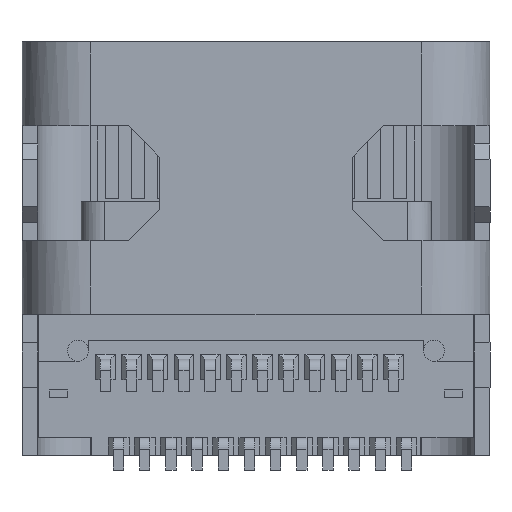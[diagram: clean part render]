
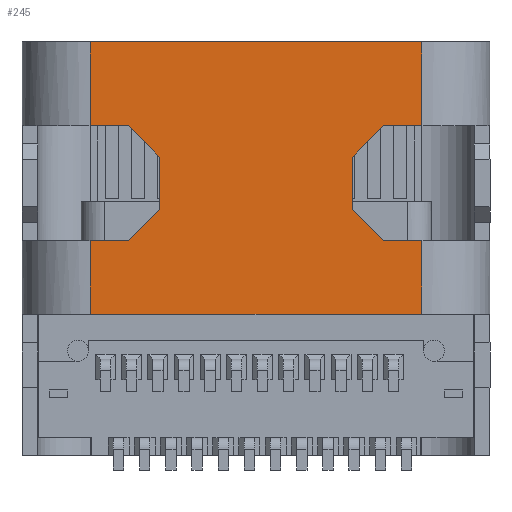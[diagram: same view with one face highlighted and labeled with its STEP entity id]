
A CAD part, front view. The second image highlights one B-rep face of the part: STEP entity #245.
In plain terms, the highlighted planar face has unit normal (0, -1, 0).
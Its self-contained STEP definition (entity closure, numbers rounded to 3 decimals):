
#74=AXIS2_PLACEMENT_3D('Plane Axis2P3D',#71,#72,#73) ;
#36=CARTESIAN_POINT('Line Origine',(1.664,0.6,-3.8)) ;
#40=CARTESIAN_POINT('Vertex',(1.3,0.6,-3.8)) ;
#42=CARTESIAN_POINT('Vertex',(2.028,0.6,-3.8)) ;
#71=CARTESIAN_POINT('Axis2P3D Location',(5.855,0.6,-2.787)) ;
#76=CARTESIAN_POINT('Line Origine',(2.328,0.6,-1.9)) ;
#80=CARTESIAN_POINT('Vertex',(2.028,0.6,-1.6)) ;
#82=CARTESIAN_POINT('Vertex',(2.628,0.6,-2.2)) ;
#85=CARTESIAN_POINT('Line Origine',(2.628,0.6,-2.7)) ;
#89=CARTESIAN_POINT('Vertex',(2.628,0.6,-3.2)) ;
#92=CARTESIAN_POINT('Line Origine',(2.328,0.6,-3.5)) ;
#97=CARTESIAN_POINT('Line Origine',(1.3,0.6,-4.5)) ;
#101=CARTESIAN_POINT('Vertex',(1.3,0.6,-5.2)) ;
#104=CARTESIAN_POINT('Line Origine',(1.425,0.6,-5.2)) ;
#108=CARTESIAN_POINT('Vertex',(1.549,0.6,-5.2)) ;
#111=CARTESIAN_POINT('Line Origine',(1.56,0.6,-5.2)) ;
#115=CARTESIAN_POINT('Vertex',(1.57,0.6,-5.2)) ;
#118=CARTESIAN_POINT('Line Origine',(1.66,0.6,-5.2)) ;
#122=CARTESIAN_POINT('Vertex',(1.749,0.6,-5.2)) ;
#125=CARTESIAN_POINT('Line Origine',(4.47,0.6,-5.2)) ;
#129=CARTESIAN_POINT('Vertex',(7.191,0.6,-5.2)) ;
#132=CARTESIAN_POINT('Line Origine',(7.28,0.6,-5.2)) ;
#136=CARTESIAN_POINT('Vertex',(7.37,0.6,-5.2)) ;
#139=CARTESIAN_POINT('Line Origine',(7.38,0.6,-5.2)) ;
#143=CARTESIAN_POINT('Vertex',(7.391,0.6,-5.2)) ;
#146=CARTESIAN_POINT('Line Origine',(7.515,0.6,-5.2)) ;
#150=CARTESIAN_POINT('Vertex',(7.64,0.6,-5.2)) ;
#153=CARTESIAN_POINT('Line Origine',(7.64,0.6,-4.5)) ;
#157=CARTESIAN_POINT('Vertex',(7.64,0.6,-3.8)) ;
#160=CARTESIAN_POINT('Line Origine',(7.276,0.6,-3.8)) ;
#164=CARTESIAN_POINT('Vertex',(6.912,0.6,-3.8)) ;
#167=CARTESIAN_POINT('Line Origine',(6.612,0.6,-3.5)) ;
#171=CARTESIAN_POINT('Vertex',(6.312,0.6,-3.2)) ;
#174=CARTESIAN_POINT('Line Origine',(6.312,0.6,-2.7)) ;
#178=CARTESIAN_POINT('Vertex',(6.312,0.6,-2.2)) ;
#181=CARTESIAN_POINT('Line Origine',(6.612,0.6,-1.9)) ;
#185=CARTESIAN_POINT('Vertex',(6.912,0.6,-1.6)) ;
#188=CARTESIAN_POINT('Line Origine',(7.276,0.6,-1.6)) ;
#192=CARTESIAN_POINT('Vertex',(7.64,0.6,-1.6)) ;
#195=CARTESIAN_POINT('Line Origine',(7.64,0.6,-0.8)) ;
#199=CARTESIAN_POINT('Vertex',(7.64,0.6,0.)) ;
#202=CARTESIAN_POINT('Line Origine',(4.47,0.6,0.)) ;
#206=CARTESIAN_POINT('Vertex',(1.3,0.6,0.)) ;
#209=CARTESIAN_POINT('Line Origine',(1.3,0.6,-0.8)) ;
#213=CARTESIAN_POINT('Vertex',(1.3,0.6,-1.6)) ;
#216=CARTESIAN_POINT('Line Origine',(1.664,0.6,-1.6)) ;
#37=DIRECTION('Vector Direction',(1.,0.,0.)) ;
#72=DIRECTION('Axis2P3D Direction',(-0.,1.,0.)) ;
#73=DIRECTION('Axis2P3D XDirection',(1.,0.,0.)) ;
#77=DIRECTION('Vector Direction',(0.707,0.,-0.707)) ;
#86=DIRECTION('Vector Direction',(0.,0.,-1.)) ;
#93=DIRECTION('Vector Direction',(-0.707,0.,-0.707)) ;
#98=DIRECTION('Vector Direction',(0.,0.,1.)) ;
#105=DIRECTION('Vector Direction',(-1.,0.,0.)) ;
#112=DIRECTION('Vector Direction',(-1.,0.,0.)) ;
#119=DIRECTION('Vector Direction',(-1.,0.,0.)) ;
#126=DIRECTION('Vector Direction',(-1.,0.,0.)) ;
#133=DIRECTION('Vector Direction',(-1.,0.,0.)) ;
#140=DIRECTION('Vector Direction',(-1.,0.,0.)) ;
#147=DIRECTION('Vector Direction',(-1.,0.,0.)) ;
#154=DIRECTION('Vector Direction',(0.,0.,1.)) ;
#161=DIRECTION('Vector Direction',(1.,0.,0.)) ;
#168=DIRECTION('Vector Direction',(0.707,0.,-0.707)) ;
#175=DIRECTION('Vector Direction',(0.,0.,-1.)) ;
#182=DIRECTION('Vector Direction',(-0.707,0.,-0.707)) ;
#189=DIRECTION('Vector Direction',(1.,0.,0.)) ;
#196=DIRECTION('Vector Direction',(0.,0.,1.)) ;
#203=DIRECTION('Vector Direction',(1.,0.,0.)) ;
#210=DIRECTION('Vector Direction',(0.,0.,1.)) ;
#217=DIRECTION('Vector Direction',(1.,0.,0.)) ;
#38=VECTOR('Line Direction',#37,1.) ;
#78=VECTOR('Line Direction',#77,1.) ;
#87=VECTOR('Line Direction',#86,1.) ;
#94=VECTOR('Line Direction',#93,1.) ;
#99=VECTOR('Line Direction',#98,1.) ;
#106=VECTOR('Line Direction',#105,1.) ;
#113=VECTOR('Line Direction',#112,1.) ;
#120=VECTOR('Line Direction',#119,1.) ;
#127=VECTOR('Line Direction',#126,1.) ;
#134=VECTOR('Line Direction',#133,1.) ;
#141=VECTOR('Line Direction',#140,1.) ;
#148=VECTOR('Line Direction',#147,1.) ;
#155=VECTOR('Line Direction',#154,1.) ;
#162=VECTOR('Line Direction',#161,1.) ;
#169=VECTOR('Line Direction',#168,1.) ;
#176=VECTOR('Line Direction',#175,1.) ;
#183=VECTOR('Line Direction',#182,1.) ;
#190=VECTOR('Line Direction',#189,1.) ;
#197=VECTOR('Line Direction',#196,1.) ;
#204=VECTOR('Line Direction',#203,1.) ;
#211=VECTOR('Line Direction',#210,1.) ;
#218=VECTOR('Line Direction',#217,1.) ;
#222=ORIENTED_EDGE('',*,*,#84,.T.) ;
#223=ORIENTED_EDGE('',*,*,#91,.T.) ;
#224=ORIENTED_EDGE('',*,*,#96,.T.) ;
#225=ORIENTED_EDGE('',*,*,#44,.F.) ;
#226=ORIENTED_EDGE('',*,*,#103,.F.) ;
#227=ORIENTED_EDGE('',*,*,#110,.F.) ;
#228=ORIENTED_EDGE('',*,*,#117,.F.) ;
#229=ORIENTED_EDGE('',*,*,#124,.F.) ;
#230=ORIENTED_EDGE('',*,*,#131,.F.) ;
#231=ORIENTED_EDGE('',*,*,#138,.F.) ;
#232=ORIENTED_EDGE('',*,*,#145,.F.) ;
#233=ORIENTED_EDGE('',*,*,#152,.F.) ;
#234=ORIENTED_EDGE('',*,*,#159,.T.) ;
#235=ORIENTED_EDGE('',*,*,#166,.F.) ;
#236=ORIENTED_EDGE('',*,*,#173,.F.) ;
#237=ORIENTED_EDGE('',*,*,#180,.F.) ;
#238=ORIENTED_EDGE('',*,*,#187,.F.) ;
#239=ORIENTED_EDGE('',*,*,#194,.T.) ;
#240=ORIENTED_EDGE('',*,*,#201,.T.) ;
#241=ORIENTED_EDGE('',*,*,#208,.F.) ;
#242=ORIENTED_EDGE('',*,*,#215,.T.) ;
#243=ORIENTED_EDGE('',*,*,#220,.T.) ;
#245=ADVANCED_FACE('metal_housing',(#244),#75,.F.) ;
#44=EDGE_CURVE('',#41,#43,#39,.T.) ;
#84=EDGE_CURVE('',#81,#83,#79,.T.) ;
#91=EDGE_CURVE('',#83,#90,#88,.T.) ;
#96=EDGE_CURVE('',#90,#43,#95,.T.) ;
#103=EDGE_CURVE('',#102,#41,#100,.T.) ;
#110=EDGE_CURVE('',#109,#102,#107,.T.) ;
#117=EDGE_CURVE('',#116,#109,#114,.T.) ;
#124=EDGE_CURVE('',#123,#116,#121,.T.) ;
#131=EDGE_CURVE('',#130,#123,#128,.T.) ;
#138=EDGE_CURVE('',#137,#130,#135,.T.) ;
#145=EDGE_CURVE('',#144,#137,#142,.T.) ;
#152=EDGE_CURVE('',#151,#144,#149,.T.) ;
#159=EDGE_CURVE('',#151,#158,#156,.T.) ;
#166=EDGE_CURVE('',#165,#158,#163,.T.) ;
#173=EDGE_CURVE('',#172,#165,#170,.T.) ;
#180=EDGE_CURVE('',#179,#172,#177,.T.) ;
#187=EDGE_CURVE('',#186,#179,#184,.T.) ;
#194=EDGE_CURVE('',#186,#193,#191,.T.) ;
#201=EDGE_CURVE('',#193,#200,#198,.T.) ;
#208=EDGE_CURVE('',#207,#200,#205,.T.) ;
#215=EDGE_CURVE('',#207,#214,#212,.F.) ;
#220=EDGE_CURVE('',#214,#81,#219,.T.) ;
#221=EDGE_LOOP('',(#222,#223,#224,#225,#226,#227,#228,#229,#230,#231,#232,#233,#234,#235,#236,#237,#238,#239,#240,#241,#242,#243)) ;
#244=FACE_OUTER_BOUND('',#221,.T.) ;
#39=LINE('Line',#36,#38) ;
#79=LINE('Line',#76,#78) ;
#88=LINE('Line',#85,#87) ;
#95=LINE('Line',#92,#94) ;
#100=LINE('Line',#97,#99) ;
#107=LINE('Line',#104,#106) ;
#114=LINE('Line',#111,#113) ;
#121=LINE('Line',#118,#120) ;
#128=LINE('Line',#125,#127) ;
#135=LINE('Line',#132,#134) ;
#142=LINE('Line',#139,#141) ;
#149=LINE('Line',#146,#148) ;
#156=LINE('Line',#153,#155) ;
#163=LINE('Line',#160,#162) ;
#170=LINE('Line',#167,#169) ;
#177=LINE('Line',#174,#176) ;
#184=LINE('Line',#181,#183) ;
#191=LINE('Line',#188,#190) ;
#198=LINE('Line',#195,#197) ;
#205=LINE('Line',#202,#204) ;
#212=LINE('Line',#209,#211) ;
#219=LINE('Line',#216,#218) ;
#75=PLANE('',#74) ;
#41=VERTEX_POINT('',#40) ;
#43=VERTEX_POINT('',#42) ;
#81=VERTEX_POINT('',#80) ;
#83=VERTEX_POINT('',#82) ;
#90=VERTEX_POINT('',#89) ;
#102=VERTEX_POINT('',#101) ;
#109=VERTEX_POINT('',#108) ;
#116=VERTEX_POINT('',#115) ;
#123=VERTEX_POINT('',#122) ;
#130=VERTEX_POINT('',#129) ;
#137=VERTEX_POINT('',#136) ;
#144=VERTEX_POINT('',#143) ;
#151=VERTEX_POINT('',#150) ;
#158=VERTEX_POINT('',#157) ;
#165=VERTEX_POINT('',#164) ;
#172=VERTEX_POINT('',#171) ;
#179=VERTEX_POINT('',#178) ;
#186=VERTEX_POINT('',#185) ;
#193=VERTEX_POINT('',#192) ;
#200=VERTEX_POINT('',#199) ;
#207=VERTEX_POINT('',#206) ;
#214=VERTEX_POINT('',#213) ;
